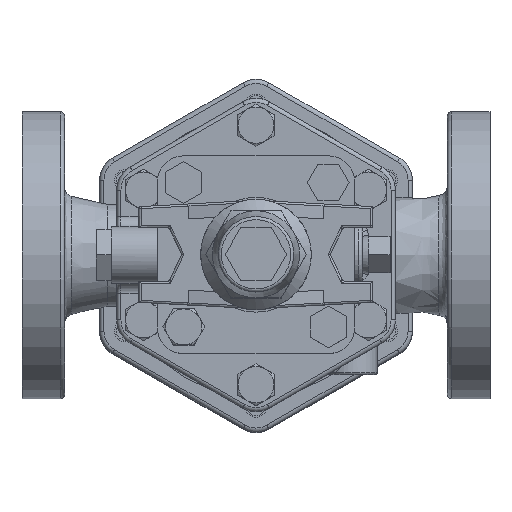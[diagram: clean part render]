
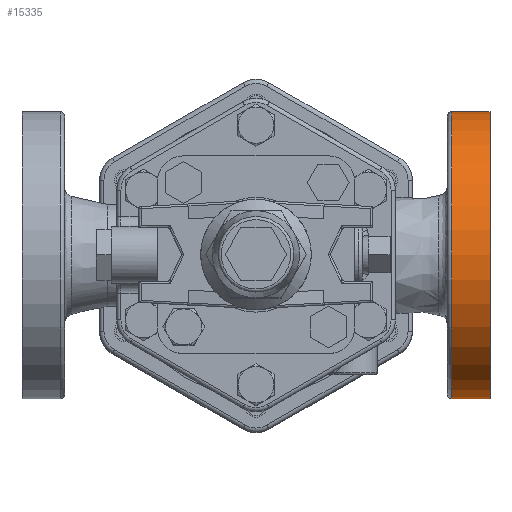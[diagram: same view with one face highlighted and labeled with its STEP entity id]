
A CAD part, top view. The second image highlights one B-rep face of the part: STEP entity #15335.
In plain terms, the highlighted cylindrical face has radius 67.5 mm (diameter 135 mm), a full revolution.
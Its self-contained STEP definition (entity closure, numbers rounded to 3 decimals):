
#474=FACE_BOUND('',#2519,.T.);
#1456=FACE_OUTER_BOUND('',#2518,.T.);
#2518=EDGE_LOOP('',(#10732));
#2519=EDGE_LOOP('',(#10733));
#5436=CIRCLE('',#16393,67.5);
#5442=CIRCLE('',#16401,67.5);
#6734=VERTEX_POINT('',#23892);
#6741=VERTEX_POINT('',#23931);
#8271=EDGE_CURVE('',#6734,#6734,#5436,.T.);
#8278=EDGE_CURVE('',#6741,#6741,#5442,.T.);
#10732=ORIENTED_EDGE('',*,*,#8278,.F.);
#10733=ORIENTED_EDGE('',*,*,#8271,.F.);
#15008=CYLINDRICAL_SURFACE('',#16400,67.5);
#15335=ADVANCED_FACE('',(#1456,#474),#15008,.T.);
#16393=AXIS2_PLACEMENT_3D('',#23893,#18285,#18286);
#16400=AXIS2_PLACEMENT_3D('',#23930,#18299,#18300);
#16401=AXIS2_PLACEMENT_3D('',#23932,#18301,#18302);
#18285=DIRECTION('center_axis',(-1.,0.,0.));
#18286=DIRECTION('ref_axis',(0.,0.,1.));
#18299=DIRECTION('center_axis',(1.,0.,0.));
#18300=DIRECTION('ref_axis',(0.,0.,1.));
#18301=DIRECTION('center_axis',(1.,0.,0.));
#18302=DIRECTION('ref_axis',(0.,0.,1.));
#23892=CARTESIAN_POINT('',(92.,0.,40.5));
#23893=CARTESIAN_POINT('Origin',(92.,0.,108.));
#23930=CARTESIAN_POINT('Origin',(90.,0.,108.));
#23931=CARTESIAN_POINT('',(110.,0.,40.5));
#23932=CARTESIAN_POINT('Origin',(110.,0.,108.));
